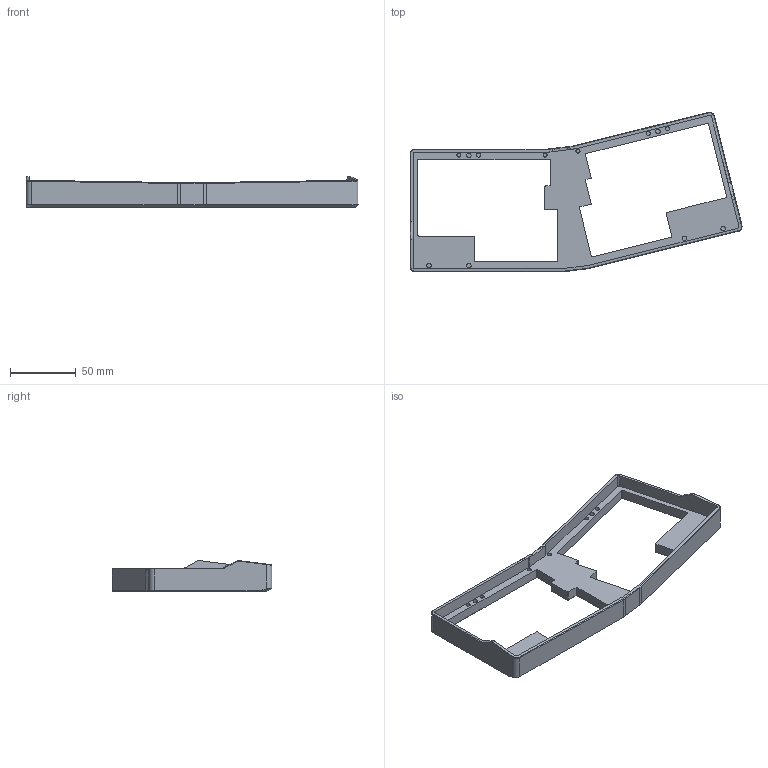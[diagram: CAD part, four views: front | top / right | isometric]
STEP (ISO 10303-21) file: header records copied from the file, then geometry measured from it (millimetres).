
FILE_DESCRIPTION(/* description */ (''),/* implementation_level */ '2;1');
FILE_NAME(/* name */ 'La Lettre et La Cuillre Case Top.step',/* time_stamp */ '2024-02-16T15:27:24-05:00',/* author */ (''),/* organization */ (''),/* preprocessor_version */ 'ST-DEVELOPER v20',/* originating_system */ 'Autodesk Translation Framework v12.20.1.177',/* authorisation */ '');
FILE_SCHEMA (('AUTOMOTIVE_DESIGN { 1 0 10303 214 3 1 1 }'));
Length unit declared in the file: millimetre
Products named in the file (2): la lettre; Top
Assembly tree (1 placements, depth 2):
  la lettre
    Top
Bounding box: 252.01 x 121.18 x 23.25 mm (x, y, z)
Volume: 83857 mm3; surface area: 42268.8 mm2
Topology: 1 solids, 1 shells, 206 faces, 498 edges, 300 vertices
Faces by surface type: plane 98, cylinder 56, cone 30, bspline 22
Full cylindrical faces by diameter (mm): 3.1 x6, 3.5 x6
Entity records: 6269 total; most frequent: CARTESIAN_POINT 1512, ORIENTED_EDGE 984, DIRECTION 947, EDGE_CURVE 492, AXIS2_PLACEMENT_3D 317, LINE 313, VECTOR 313, VERTEX_POINT 300
